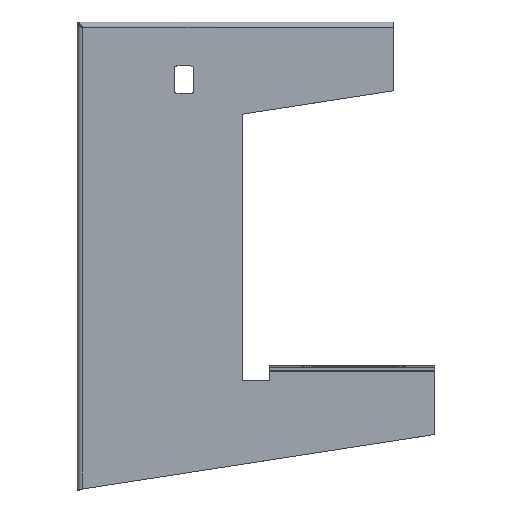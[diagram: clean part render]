
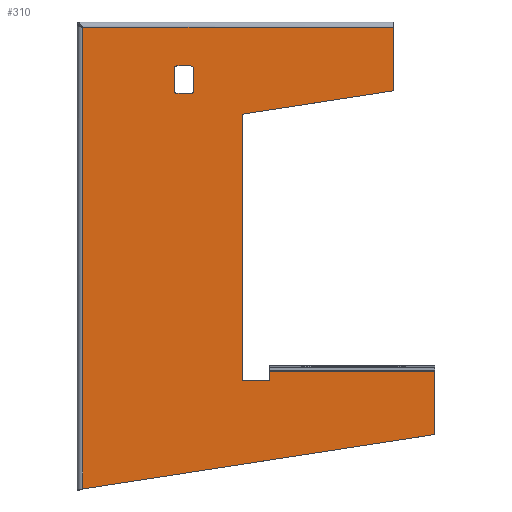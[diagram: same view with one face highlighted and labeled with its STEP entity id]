
A CAD part, top view. The second image highlights one B-rep face of the part: STEP entity #310.
In plain terms, the highlighted planar face has unit normal (0, 0, 1).
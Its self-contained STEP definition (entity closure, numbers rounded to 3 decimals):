
#8 = LINE ( 'NONE', #1332, #365 ) ;
#23 = VECTOR ( 'NONE', #2680, 1000. ) ;
#28 = EDGE_CURVE ( 'NONE', #1270, #974, #1884, .T. ) ;
#29 = VERTEX_POINT ( 'NONE', #42 ) ;
#42 = CARTESIAN_POINT ( 'NONE',  ( 10., -2.036, 0. ) ) ;
#84 = EDGE_CURVE ( 'NONE', #754, #2555, #2435, .T. ) ;
#86 = FACE_BOUND ( 'NONE', #406, .T. ) ;
#97 = VECTOR ( 'NONE', #1515, 1000. ) ;
#171 = EDGE_CURVE ( 'NONE', #2744, #754, #1973, .T. ) ;
#175 = CARTESIAN_POINT ( 'NONE',  ( 55., 123., 0. ) ) ;
#198 = EDGE_LOOP ( 'NONE', ( #830, #2314, #1083, #729, #1727, #429, #1079, #539, #2770, #2738 ) ) ;
#224 = VECTOR ( 'NONE', #1247, 1000. ) ;
#232 = AXIS2_PLACEMENT_3D ( 'NONE', #901, #2463, #1818 ) ;
#243 = DIRECTION ( 'NONE',  ( 0.988, 0.153, 0. ) ) ;
#262 = DIRECTION ( 'NONE',  ( 0., 0., -1. ) ) ;
#307 = VECTOR ( 'NONE', #2008, 1000. ) ;
#310 = ADVANCED_FACE ( 'NONE', ( #86, #2698 ), #1141, .T. ) ;
#311 = CARTESIAN_POINT ( 'NONE',  ( 70., -25., 0. ) ) ;
#344 = CARTESIAN_POINT ( 'NONE',  ( 10., -5.536, 0. ) ) ;
#365 = VECTOR ( 'NONE', #696, 1000. ) ;
#376 = VECTOR ( 'NONE', #1988, 1000. ) ;
#389 = DIRECTION ( 'NONE',  ( -1., 0., 0. ) ) ;
#406 = EDGE_LOOP ( 'NONE', ( #782, #1782, #1043, #1508, #1941, #870, #1841, #2268 ) ) ;
#409 = CARTESIAN_POINT ( 'NONE',  ( -17.75, 0., 0. ) ) ;
#429 = ORIENTED_EDGE ( 'NONE', *, *, #1030, .T. ) ;
#461 = AXIS2_PLACEMENT_3D ( 'NONE', #2185, #842, #2594 ) ;
#468 = VECTOR ( 'NONE', #1383, 1000. ) ;
#470 = AXIS2_PLACEMENT_3D ( 'NONE', #1567, #1352, #1582 ) ;
#471 = VERTEX_POINT ( 'NONE', #1093 ) ;
#483 = DIRECTION ( 'NONE',  ( -1., 0., 0. ) ) ;
#494 = LINE ( 'NONE', #2720, #1303 ) ;
#496 = CARTESIAN_POINT ( 'NONE',  ( 0., 99., 0. ) ) ;
#508 = CARTESIAN_POINT ( 'NONE',  ( -24.75, 108., 0. ) ) ;
#513 = VERTEX_POINT ( 'NONE', #1524 ) ;
#532 = CARTESIAN_POINT ( 'NONE',  ( -23.75, 99., 0. ) ) ;
#538 = LINE ( 'NONE', #496, #468 ) ;
#539 = ORIENTED_EDGE ( 'NONE', *, *, #2560, .T. ) ;
#554 = CARTESIAN_POINT ( 'NONE',  ( 0., 109., 0. ) ) ;
#593 = VECTOR ( 'NONE', #1721, 1000. ) ;
#606 = VERTEX_POINT ( 'NONE', #2011 ) ;
#634 = DIRECTION ( 'NONE',  ( 0., 0., -1. ) ) ;
#639 = EDGE_CURVE ( 'NONE', #1824, #606, #1501, .T. ) ;
#643 = DIRECTION ( 'NONE',  ( 0., 1., 0. ) ) ;
#664 = CARTESIAN_POINT ( 'NONE',  ( 0., 0., 0. ) ) ;
#670 = CARTESIAN_POINT ( 'NONE',  ( 55., 0., 0. ) ) ;
#676 = CARTESIAN_POINT ( 'NONE',  ( 0., 91.486, 0. ) ) ;
#682 = CARTESIAN_POINT ( 'NONE',  ( -18.75, 109., 0. ) ) ;
#693 = VERTEX_POINT ( 'NONE', #2128 ) ;
#696 = DIRECTION ( 'NONE',  ( -1., 0., 0. ) ) ;
#729 = ORIENTED_EDGE ( 'NONE', *, *, #171, .T. ) ;
#734 = CIRCLE ( 'NONE', #461, 1. ) ;
#744 = VERTEX_POINT ( 'NONE', #2532 ) ;
#754 = VERTEX_POINT ( 'NONE', #2559 ) ;
#782 = ORIENTED_EDGE ( 'NONE', *, *, #2154, .T. ) ;
#795 = CARTESIAN_POINT ( 'NONE',  ( -58., 0., 0. ) ) ;
#804 = LINE ( 'NONE', #1008, #224 ) ;
#830 = ORIENTED_EDGE ( 'NONE', *, *, #2820, .T. ) ;
#842 = DIRECTION ( 'NONE',  ( 0., 0., -1. ) ) ;
#862 = CIRCLE ( 'NONE', #1234, 1. ) ;
#863 = CARTESIAN_POINT ( 'NONE',  ( -58., -44.815, 0. ) ) ;
#869 = VECTOR ( 'NONE', #2783, 1000. ) ;
#870 = ORIENTED_EDGE ( 'NONE', *, *, #1970, .T. ) ;
#901 = CARTESIAN_POINT ( 'NONE',  ( 0., 0., 0. ) ) ;
#974 = VERTEX_POINT ( 'NONE', #2026 ) ;
#978 = VECTOR ( 'NONE', #643, 1000. ) ;
#1003 = EDGE_CURVE ( 'NONE', #974, #1125, #2665, .T. ) ;
#1008 = CARTESIAN_POINT ( 'NONE',  ( 0., -5.536, 0. ) ) ;
#1030 = EDGE_CURVE ( 'NONE', #2555, #1898, #1078, .T. ) ;
#1043 = ORIENTED_EDGE ( 'NONE', *, *, #2413, .T. ) ;
#1078 = LINE ( 'NONE', #670, #978 ) ;
#1079 = ORIENTED_EDGE ( 'NONE', *, *, #1607, .T. ) ;
#1083 = ORIENTED_EDGE ( 'NONE', *, *, #2003, .T. ) ;
#1093 = CARTESIAN_POINT ( 'NONE',  ( -58., 123., 0. ) ) ;
#1125 = VERTEX_POINT ( 'NONE', #2310 ) ;
#1137 = CARTESIAN_POINT ( 'NONE',  ( -23.75, 100., 0. ) ) ;
#1141 = PLANE ( 'NONE',  #232 ) ;
#1169 = EDGE_CURVE ( 'NONE', #513, #1824, #538, .T. ) ;
#1193 = VECTOR ( 'NONE', #2328, 1000. ) ;
#1201 = LINE ( 'NONE', #2134, #869 ) ;
#1234 = AXIS2_PLACEMENT_3D ( 'NONE', #1788, #634, #389 ) ;
#1247 = DIRECTION ( 'NONE',  ( -1., 0., 0. ) ) ;
#1270 = VERTEX_POINT ( 'NONE', #682 ) ;
#1303 = VECTOR ( 'NONE', #483, 1000. ) ;
#1321 = CARTESIAN_POINT ( 'NONE',  ( -24.75, 0., 0. ) ) ;
#1332 = CARTESIAN_POINT ( 'NONE',  ( 0., -2.036, 0. ) ) ;
#1352 = DIRECTION ( 'NONE',  ( 0., 0., -1. ) ) ;
#1360 = VERTEX_POINT ( 'NONE', #508 ) ;
#1374 = EDGE_CURVE ( 'NONE', #29, #2667, #1201, .T. ) ;
#1383 = DIRECTION ( 'NONE',  ( -1., 0., 0. ) ) ;
#1501 = CIRCLE ( 'NONE', #1840, 1. ) ;
#1508 = ORIENTED_EDGE ( 'NONE', *, *, #28, .T. ) ;
#1515 = DIRECTION ( 'NONE',  ( 0.988, 0.153, 0. ) ) ;
#1524 = CARTESIAN_POINT ( 'NONE',  ( -18.75, 99., 0. ) ) ;
#1525 = CARTESIAN_POINT ( 'NONE',  ( 70., 0., 0. ) ) ;
#1567 = CARTESIAN_POINT ( 'NONE',  ( -18.75, 108., 0. ) ) ;
#1582 = DIRECTION ( 'NONE',  ( -1., 0., 0. ) ) ;
#1607 = EDGE_CURVE ( 'NONE', #1898, #471, #494, .T. ) ;
#1684 = VECTOR ( 'NONE', #2580, 1000. ) ;
#1700 = LINE ( 'NONE', #1525, #1684 ) ;
#1721 = DIRECTION ( 'NONE',  ( 0., -1., 0. ) ) ;
#1727 = ORIENTED_EDGE ( 'NONE', *, *, #84, .T. ) ;
#1735 = VERTEX_POINT ( 'NONE', #311 ) ;
#1782 = ORIENTED_EDGE ( 'NONE', *, *, #2295, .T. ) ;
#1788 = CARTESIAN_POINT ( 'NONE',  ( -23.75, 108., 0. ) ) ;
#1818 = DIRECTION ( 'NONE',  ( 1., 0., 0. ) ) ;
#1824 = VERTEX_POINT ( 'NONE', #532 ) ;
#1840 = AXIS2_PLACEMENT_3D ( 'NONE', #1137, #262, #1846 ) ;
#1841 = ORIENTED_EDGE ( 'NONE', *, *, #1169, .T. ) ;
#1846 = DIRECTION ( 'NONE',  ( -1., 0., 0. ) ) ;
#1884 = CIRCLE ( 'NONE', #470, 1. ) ;
#1898 = VERTEX_POINT ( 'NONE', #175 ) ;
#1941 = ORIENTED_EDGE ( 'NONE', *, *, #1003, .T. ) ;
#1945 = VERTEX_POINT ( 'NONE', #2174 ) ;
#1954 = CARTESIAN_POINT ( 'NONE',  ( 55., 100., 0. ) ) ;
#1961 = CARTESIAN_POINT ( 'NONE',  ( 0., -5.536, 0. ) ) ;
#1970 = EDGE_CURVE ( 'NONE', #1125, #513, #734, .T. ) ;
#1973 = LINE ( 'NONE', #664, #376 ) ;
#1986 = EDGE_CURVE ( 'NONE', #1735, #693, #1700, .T. ) ;
#1988 = DIRECTION ( 'NONE',  ( 0., 1., 0. ) ) ;
#2003 = EDGE_CURVE ( 'NONE', #2667, #2744, #804, .T. ) ;
#2008 = DIRECTION ( 'NONE',  ( 0., 1., 0. ) ) ;
#2011 = CARTESIAN_POINT ( 'NONE',  ( -24.75, 100., 0. ) ) ;
#2025 = LINE ( 'NONE', #1321, #307 ) ;
#2026 = CARTESIAN_POINT ( 'NONE',  ( -17.75, 108., 0. ) ) ;
#2086 = LINE ( 'NONE', #554, #1193 ) ;
#2128 = CARTESIAN_POINT ( 'NONE',  ( 70., -2.036, 0. ) ) ;
#2134 = CARTESIAN_POINT ( 'NONE',  ( 10., 0., 0. ) ) ;
#2154 = EDGE_CURVE ( 'NONE', #606, #1360, #2025, .T. ) ;
#2174 = CARTESIAN_POINT ( 'NONE',  ( -23.75, 109., 0. ) ) ;
#2185 = CARTESIAN_POINT ( 'NONE',  ( -18.75, 100., 0. ) ) ;
#2268 = ORIENTED_EDGE ( 'NONE', *, *, #639, .T. ) ;
#2295 = EDGE_CURVE ( 'NONE', #1360, #1945, #862, .T. ) ;
#2310 = CARTESIAN_POINT ( 'NONE',  ( -17.75, 100., 0. ) ) ;
#2314 = ORIENTED_EDGE ( 'NONE', *, *, #1374, .T. ) ;
#2328 = DIRECTION ( 'NONE',  ( 1., 0., 0. ) ) ;
#2413 = EDGE_CURVE ( 'NONE', #1945, #1270, #2086, .T. ) ;
#2435 = LINE ( 'NONE', #676, #97 ) ;
#2437 = LINE ( 'NONE', #863, #2756 ) ;
#2463 = DIRECTION ( 'NONE',  ( 0., 0., 1. ) ) ;
#2532 = CARTESIAN_POINT ( 'NONE',  ( -58., -44.815, 0. ) ) ;
#2555 = VERTEX_POINT ( 'NONE', #1954 ) ;
#2559 = CARTESIAN_POINT ( 'NONE',  ( 0., 91.486, 0. ) ) ;
#2560 = EDGE_CURVE ( 'NONE', #471, #744, #2845, .T. ) ;
#2580 = DIRECTION ( 'NONE',  ( 0., 1., 0. ) ) ;
#2594 = DIRECTION ( 'NONE',  ( -1., 0., 0. ) ) ;
#2665 = LINE ( 'NONE', #409, #23 ) ;
#2667 = VERTEX_POINT ( 'NONE', #344 ) ;
#2680 = DIRECTION ( 'NONE',  ( 0., -1., 0. ) ) ;
#2698 = FACE_OUTER_BOUND ( 'NONE', #198, .T. ) ;
#2720 = CARTESIAN_POINT ( 'NONE',  ( 0., 123., 0. ) ) ;
#2738 = ORIENTED_EDGE ( 'NONE', *, *, #1986, .T. ) ;
#2744 = VERTEX_POINT ( 'NONE', #1961 ) ;
#2756 = VECTOR ( 'NONE', #243, 1000. ) ;
#2770 = ORIENTED_EDGE ( 'NONE', *, *, #2860, .T. ) ;
#2783 = DIRECTION ( 'NONE',  ( 0., -1., 0. ) ) ;
#2820 = EDGE_CURVE ( 'NONE', #693, #29, #8, .T. ) ;
#2845 = LINE ( 'NONE', #795, #593 ) ;
#2860 = EDGE_CURVE ( 'NONE', #744, #1735, #2437, .T. ) ;
